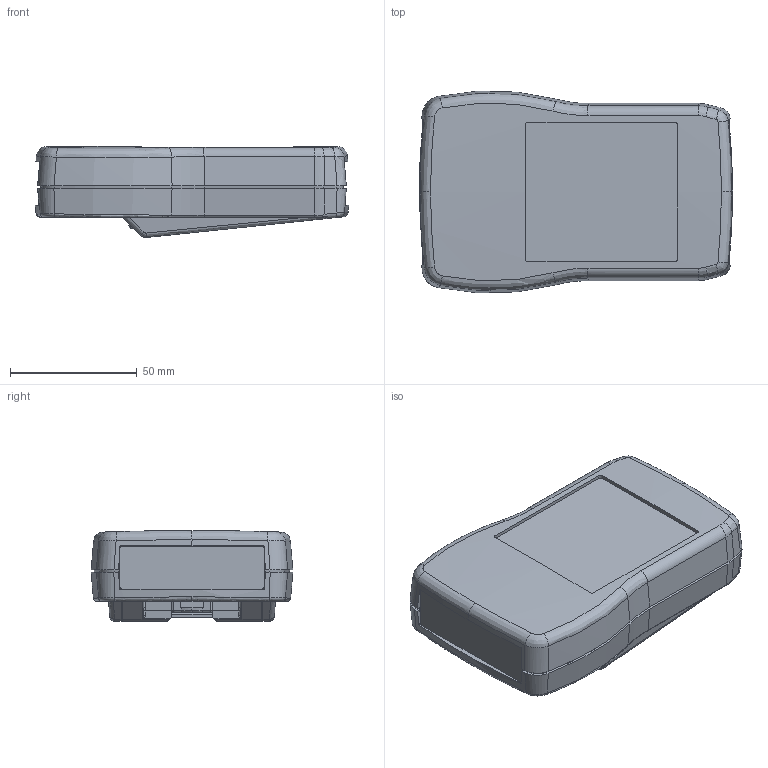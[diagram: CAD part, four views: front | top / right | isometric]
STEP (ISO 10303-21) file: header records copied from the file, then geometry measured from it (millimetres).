
FILE_DESCRIPTION (( 'STEP AP214' ), '1' );
FILE_NAME ('27010201.STEP', '2023-04-14T06:25:41', ( 'Ifina' ), ( 'Ifina' ), 'SwSTEP 2.0', 'SolidWorks 2020', '' );
FILE_SCHEMA (( 'AUTOMOTIVE_DESIGN' ));
Length unit declared in the file: millimetre
Products named in the file (5): 27010201; 41095_Rohteil; 37008; 38007; 41079
Assembly tree (5 placements, depth 2):
  27010201
    38007
    37008
    41079
    41095_Rohteil  x2
Bounding box: 123.81 x 79.7 x 35.97 mm (x, y, z)
Volume: 70340.4 mm3; surface area: 79190.3 mm2
Topology: 12 solids, 12 shells, 1133 faces, 3224 edges, 2118 vertices
Faces by surface type: plane 643, cylinder 222, bspline 220, cone 46, sphere 2
Entity records: 47568 total; most frequent: CARTESIAN_POINT 20769, ORIENTED_EDGE 6344, DIRECTION 3735, EDGE_CURVE 3172, VERTEX_POINT 2086, LINE 1595, VECTOR 1595, B_SPLINE_CURVE_WITH_KNOTS 1315
